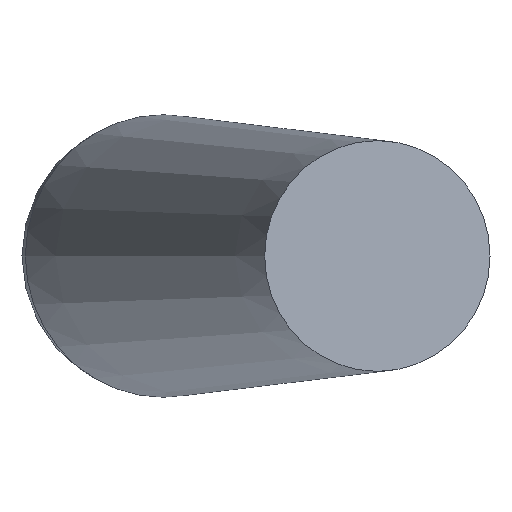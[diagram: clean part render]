
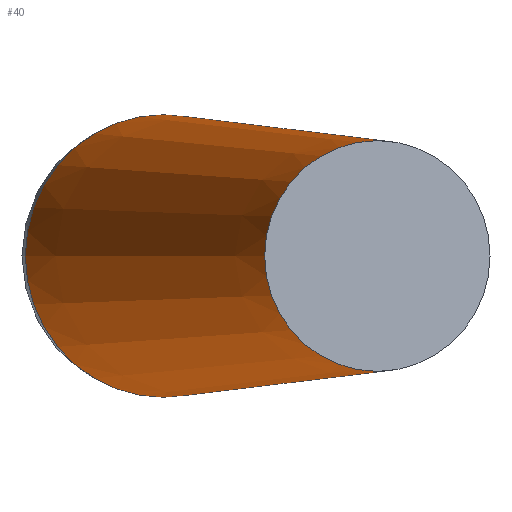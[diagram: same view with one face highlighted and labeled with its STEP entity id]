
A CAD part, front view. The second image highlights one B-rep face of the part: STEP entity #40.
In plain terms, the highlighted conical face has half-angle 1.5 degrees and reference radius 1.397 mm.
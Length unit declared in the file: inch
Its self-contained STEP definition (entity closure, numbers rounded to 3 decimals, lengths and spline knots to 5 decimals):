
#17=FACE_BOUND('',#26,.T.);
#18=CONICAL_SURFACE('',#47,0.055,0.026);
#22=FACE_OUTER_BOUND('',#25,.T.);
#25=EDGE_LOOP('',(#35));
#26=EDGE_LOOP('',(#36));
#27=CIRCLE('',#44,0.055);
#28=CIRCLE('',#46,0.04492);
#29=VERTEX_POINT('',#62);
#30=VERTEX_POINT('',#65);
#31=EDGE_CURVE('',#29,#29,#27,.T.);
#32=EDGE_CURVE('',#30,#30,#28,.T.);
#35=ORIENTED_EDGE('',*,*,#32,.F.);
#36=ORIENTED_EDGE('',*,*,#31,.T.);
#40=ADVANCED_FACE('',(#22,#17),#18,.T.);
#44=AXIS2_PLACEMENT_3D('',#63,#52,#53);
#46=AXIS2_PLACEMENT_3D('',#66,#56,#57);
#47=AXIS2_PLACEMENT_3D('',#67,#58,#59);
#52=DIRECTION('center_axis',(0.216,-0.976,0.));
#53=DIRECTION('ref_axis',(0.976,0.216,0.));
#56=DIRECTION('center_axis',(0.216,-0.976,0.));
#57=DIRECTION('ref_axis',(0.976,0.216,0.));
#58=DIRECTION('center_axis',(-0.216,0.976,0.));
#59=DIRECTION('ref_axis',(-0.976,-0.216,0.));
#62=CARTESIAN_POINT('',(-0.01071,0.2149,0.));
#63=CARTESIAN_POINT('Origin',(-0.0644,0.203,0.));
#65=CARTESIAN_POINT('',(0.06279,-0.1632,0.));
#66=CARTESIAN_POINT('Origin',(0.01894,-0.17293,0.));
#67=CARTESIAN_POINT('Origin',(-0.0644,0.203,0.));
